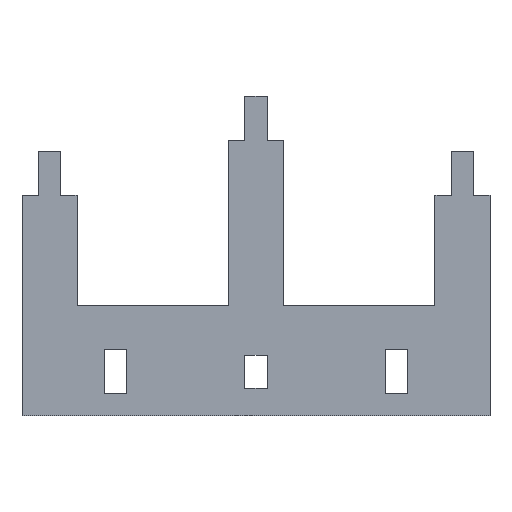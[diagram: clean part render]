
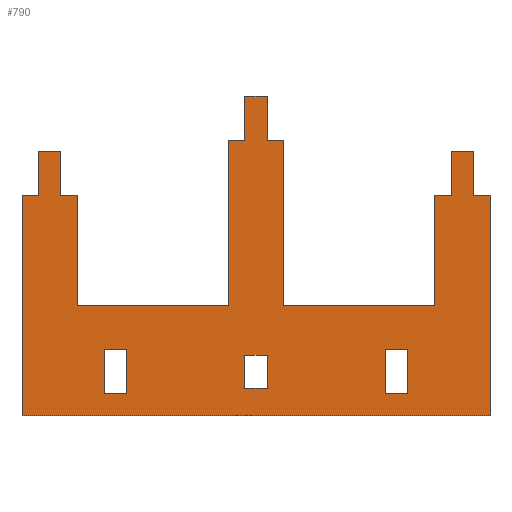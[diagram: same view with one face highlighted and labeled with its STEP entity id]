
A CAD part, front view. The second image highlights one B-rep face of the part: STEP entity #790.
In plain terms, the highlighted planar face has unit normal (0, -1, 0).
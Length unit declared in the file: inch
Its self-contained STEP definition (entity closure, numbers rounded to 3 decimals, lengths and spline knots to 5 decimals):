
#18=FACE_BOUND('',#100,.T.);
#19=FACE_BOUND('',#101,.T.);
#20=FACE_BOUND('',#102,.T.);
#58=FACE_OUTER_BOUND('',#99,.T.);
#99=EDGE_LOOP('',(#679,#680,#681,#682,#683,#684,#685,#686,#687,#688,#689,
#690,#691,#692,#693,#694,#695,#696,#697,#698,#699,#700,#701,#702));
#100=EDGE_LOOP('',(#703,#704,#705,#706));
#101=EDGE_LOOP('',(#707,#708,#709,#710));
#102=EDGE_LOOP('',(#711,#712,#713,#714));
#103=LINE('',#1033,#211);
#107=LINE('',#1041,#215);
#110=LINE('',#1047,#218);
#113=LINE('',#1052,#221);
#115=LINE('',#1057,#223);
#119=LINE('',#1065,#227);
#122=LINE('',#1071,#230);
#125=LINE('',#1076,#233);
#127=LINE('',#1081,#235);
#131=LINE('',#1089,#239);
#134=LINE('',#1095,#242);
#137=LINE('',#1100,#245);
#139=LINE('',#1105,#247);
#143=LINE('',#1113,#251);
#146=LINE('',#1119,#254);
#149=LINE('',#1125,#257);
#152=LINE('',#1131,#260);
#155=LINE('',#1137,#263);
#158=LINE('',#1143,#266);
#161=LINE('',#1149,#269);
#164=LINE('',#1155,#272);
#167=LINE('',#1161,#275);
#170=LINE('',#1167,#278);
#173=LINE('',#1173,#281);
#176=LINE('',#1179,#284);
#179=LINE('',#1185,#287);
#182=LINE('',#1191,#290);
#185=LINE('',#1197,#293);
#188=LINE('',#1203,#296);
#191=LINE('',#1209,#299);
#194=LINE('',#1215,#302);
#197=LINE('',#1221,#305);
#200=LINE('',#1227,#308);
#203=LINE('',#1233,#311);
#206=LINE('',#1239,#314);
#209=LINE('',#1244,#317);
#211=VECTOR('',#847,0.3937);
#215=VECTOR('',#853,0.3937);
#218=VECTOR('',#858,0.3937);
#221=VECTOR('',#863,0.3937);
#223=VECTOR('',#867,0.3937);
#227=VECTOR('',#873,0.3937);
#230=VECTOR('',#878,0.3937);
#233=VECTOR('',#883,0.3937);
#235=VECTOR('',#887,0.3937);
#239=VECTOR('',#893,0.3937);
#242=VECTOR('',#898,0.3937);
#245=VECTOR('',#903,0.3937);
#247=VECTOR('',#907,0.3937);
#251=VECTOR('',#913,0.3937);
#254=VECTOR('',#918,0.3937);
#257=VECTOR('',#923,0.3937);
#260=VECTOR('',#928,0.3937);
#263=VECTOR('',#933,0.3937);
#266=VECTOR('',#938,0.3937);
#269=VECTOR('',#943,0.3937);
#272=VECTOR('',#948,0.3937);
#275=VECTOR('',#953,0.3937);
#278=VECTOR('',#958,0.3937);
#281=VECTOR('',#963,0.3937);
#284=VECTOR('',#968,0.3937);
#287=VECTOR('',#973,0.3937);
#290=VECTOR('',#978,0.3937);
#293=VECTOR('',#983,0.3937);
#296=VECTOR('',#988,0.3937);
#299=VECTOR('',#993,0.3937);
#302=VECTOR('',#998,0.3937);
#305=VECTOR('',#1003,0.3937);
#308=VECTOR('',#1008,0.3937);
#311=VECTOR('',#1013,0.3937);
#314=VECTOR('',#1018,0.3937);
#317=VECTOR('',#1023,0.3937);
#319=VERTEX_POINT('',#1031);
#320=VERTEX_POINT('',#1032);
#323=VERTEX_POINT('',#1040);
#325=VERTEX_POINT('',#1046);
#327=VERTEX_POINT('',#1055);
#328=VERTEX_POINT('',#1056);
#331=VERTEX_POINT('',#1064);
#333=VERTEX_POINT('',#1070);
#335=VERTEX_POINT('',#1079);
#336=VERTEX_POINT('',#1080);
#339=VERTEX_POINT('',#1088);
#341=VERTEX_POINT('',#1094);
#343=VERTEX_POINT('',#1103);
#344=VERTEX_POINT('',#1104);
#347=VERTEX_POINT('',#1112);
#349=VERTEX_POINT('',#1118);
#351=VERTEX_POINT('',#1124);
#353=VERTEX_POINT('',#1130);
#355=VERTEX_POINT('',#1136);
#357=VERTEX_POINT('',#1142);
#359=VERTEX_POINT('',#1148);
#361=VERTEX_POINT('',#1154);
#363=VERTEX_POINT('',#1160);
#365=VERTEX_POINT('',#1166);
#367=VERTEX_POINT('',#1172);
#369=VERTEX_POINT('',#1178);
#371=VERTEX_POINT('',#1184);
#373=VERTEX_POINT('',#1190);
#375=VERTEX_POINT('',#1196);
#377=VERTEX_POINT('',#1202);
#379=VERTEX_POINT('',#1208);
#381=VERTEX_POINT('',#1214);
#383=VERTEX_POINT('',#1220);
#385=VERTEX_POINT('',#1226);
#387=VERTEX_POINT('',#1232);
#389=VERTEX_POINT('',#1238);
#391=EDGE_CURVE('',#319,#320,#103,.T.);
#395=EDGE_CURVE('',#320,#323,#107,.T.);
#398=EDGE_CURVE('',#323,#325,#110,.T.);
#401=EDGE_CURVE('',#325,#319,#113,.T.);
#403=EDGE_CURVE('',#327,#328,#115,.T.);
#407=EDGE_CURVE('',#328,#331,#119,.T.);
#410=EDGE_CURVE('',#331,#333,#122,.T.);
#413=EDGE_CURVE('',#333,#327,#125,.T.);
#415=EDGE_CURVE('',#335,#336,#127,.T.);
#419=EDGE_CURVE('',#339,#335,#131,.T.);
#422=EDGE_CURVE('',#341,#339,#134,.T.);
#425=EDGE_CURVE('',#336,#341,#137,.T.);
#427=EDGE_CURVE('',#343,#344,#139,.T.);
#431=EDGE_CURVE('',#343,#347,#143,.T.);
#434=EDGE_CURVE('',#349,#347,#146,.T.);
#437=EDGE_CURVE('',#351,#349,#149,.T.);
#440=EDGE_CURVE('',#353,#351,#152,.T.);
#443=EDGE_CURVE('',#355,#353,#155,.T.);
#446=EDGE_CURVE('',#355,#357,#158,.T.);
#449=EDGE_CURVE('',#357,#359,#161,.T.);
#452=EDGE_CURVE('',#359,#361,#164,.T.);
#455=EDGE_CURVE('',#363,#361,#167,.T.);
#458=EDGE_CURVE('',#365,#363,#170,.T.);
#461=EDGE_CURVE('',#367,#365,#173,.T.);
#464=EDGE_CURVE('',#367,#369,#176,.T.);
#467=EDGE_CURVE('',#369,#371,#179,.T.);
#470=EDGE_CURVE('',#371,#373,#182,.T.);
#473=EDGE_CURVE('',#373,#375,#185,.T.);
#476=EDGE_CURVE('',#375,#377,#188,.T.);
#479=EDGE_CURVE('',#377,#379,#191,.T.);
#482=EDGE_CURVE('',#379,#381,#194,.T.);
#485=EDGE_CURVE('',#383,#381,#197,.T.);
#488=EDGE_CURVE('',#383,#385,#200,.T.);
#491=EDGE_CURVE('',#385,#387,#203,.T.);
#494=EDGE_CURVE('',#389,#387,#206,.T.);
#497=EDGE_CURVE('',#344,#389,#209,.T.);
#679=ORIENTED_EDGE('',*,*,#497,.F.);
#680=ORIENTED_EDGE('',*,*,#427,.F.);
#681=ORIENTED_EDGE('',*,*,#431,.T.);
#682=ORIENTED_EDGE('',*,*,#434,.F.);
#683=ORIENTED_EDGE('',*,*,#437,.F.);
#684=ORIENTED_EDGE('',*,*,#440,.F.);
#685=ORIENTED_EDGE('',*,*,#443,.F.);
#686=ORIENTED_EDGE('',*,*,#446,.T.);
#687=ORIENTED_EDGE('',*,*,#449,.T.);
#688=ORIENTED_EDGE('',*,*,#452,.T.);
#689=ORIENTED_EDGE('',*,*,#455,.F.);
#690=ORIENTED_EDGE('',*,*,#458,.F.);
#691=ORIENTED_EDGE('',*,*,#461,.F.);
#692=ORIENTED_EDGE('',*,*,#464,.T.);
#693=ORIENTED_EDGE('',*,*,#467,.T.);
#694=ORIENTED_EDGE('',*,*,#470,.T.);
#695=ORIENTED_EDGE('',*,*,#473,.T.);
#696=ORIENTED_EDGE('',*,*,#476,.T.);
#697=ORIENTED_EDGE('',*,*,#479,.T.);
#698=ORIENTED_EDGE('',*,*,#482,.T.);
#699=ORIENTED_EDGE('',*,*,#485,.F.);
#700=ORIENTED_EDGE('',*,*,#488,.T.);
#701=ORIENTED_EDGE('',*,*,#491,.T.);
#702=ORIENTED_EDGE('',*,*,#494,.F.);
#703=ORIENTED_EDGE('',*,*,#391,.T.);
#704=ORIENTED_EDGE('',*,*,#395,.T.);
#705=ORIENTED_EDGE('',*,*,#398,.T.);
#706=ORIENTED_EDGE('',*,*,#401,.T.);
#707=ORIENTED_EDGE('',*,*,#403,.T.);
#708=ORIENTED_EDGE('',*,*,#407,.T.);
#709=ORIENTED_EDGE('',*,*,#410,.T.);
#710=ORIENTED_EDGE('',*,*,#413,.T.);
#711=ORIENTED_EDGE('',*,*,#425,.F.);
#712=ORIENTED_EDGE('',*,*,#415,.F.);
#713=ORIENTED_EDGE('',*,*,#419,.F.);
#714=ORIENTED_EDGE('',*,*,#422,.F.);
#752=PLANE('',#842);
#790=ADVANCED_FACE('',(#58,#18,#19,#20),#752,.F.);
#842=AXIS2_PLACEMENT_3D('',#1247,#1027,#1028);
#847=DIRECTION('',(0.,0.,1.));
#853=DIRECTION('',(1.,0.,0.));
#858=DIRECTION('',(0.,0.,-1.));
#863=DIRECTION('',(-1.,0.,0.));
#867=DIRECTION('',(0.,0.,-1.));
#873=DIRECTION('',(-1.,0.,0.));
#878=DIRECTION('',(0.,0.,1.));
#883=DIRECTION('',(1.,0.,0.));
#887=DIRECTION('',(0.,0.,-1.));
#893=DIRECTION('',(-1.,0.,0.));
#898=DIRECTION('',(0.,0.,1.));
#903=DIRECTION('',(1.,0.,0.));
#907=DIRECTION('',(0.,0.,1.));
#913=DIRECTION('',(-1.,0.,0.));
#918=DIRECTION('',(0.,0.,1.));
#923=DIRECTION('',(-1.,0.,0.));
#928=DIRECTION('',(0.,0.,-1.));
#933=DIRECTION('',(1.,0.,0.));
#938=DIRECTION('',(0.,0.,1.));
#943=DIRECTION('',(-1.,0.,0.));
#948=DIRECTION('',(0.,0.,-1.));
#953=DIRECTION('',(1.,0.,0.));
#958=DIRECTION('',(0.,0.,1.));
#963=DIRECTION('',(1.,0.,0.));
#968=DIRECTION('',(0.,0.,1.));
#973=DIRECTION('',(-1.,0.,0.));
#978=DIRECTION('',(0.,0.,1.));
#983=DIRECTION('',(-1.,0.,0.));
#988=DIRECTION('',(0.,0.,-1.));
#993=DIRECTION('',(-1.,0.,0.));
#998=DIRECTION('',(0.,0.,-1.));
#1003=DIRECTION('',(1.,0.,0.));
#1008=DIRECTION('',(0.,0.,1.));
#1013=DIRECTION('',(-1.,0.,0.));
#1018=DIRECTION('',(0.,0.,-1.));
#1023=DIRECTION('',(1.,0.,0.));
#1027=DIRECTION('center_axis',(0.,1.,0.));
#1028=DIRECTION('ref_axis',(1.,0.,0.));
#1031=CARTESIAN_POINT('',(-1.375,0.,-0.8));
#1032=CARTESIAN_POINT('',(-1.375,0.,-0.4));
#1033=CARTESIAN_POINT('',(-1.375,0.,0.025));
#1040=CARTESIAN_POINT('',(-1.175,0.,-0.4));
#1041=CARTESIAN_POINT('',(-0.5875,0.,-0.4));
#1046=CARTESIAN_POINT('',(-1.175,0.,-0.8));
#1047=CARTESIAN_POINT('',(-1.175,0.,-0.175));
#1052=CARTESIAN_POINT('',(-0.6875,0.,-0.8));
#1055=CARTESIAN_POINT('',(1.375,0.,-0.4));
#1056=CARTESIAN_POINT('',(1.375,0.,-0.8));
#1057=CARTESIAN_POINT('',(1.375,0.,-0.175));
#1064=CARTESIAN_POINT('',(1.175,0.,-0.8));
#1065=CARTESIAN_POINT('',(0.5875,0.,-0.8));
#1070=CARTESIAN_POINT('',(1.175,0.,-0.4));
#1071=CARTESIAN_POINT('',(1.175,0.,0.025));
#1076=CARTESIAN_POINT('',(0.6875,0.,-0.4));
#1079=CARTESIAN_POINT('',(-0.1,0.,-0.45));
#1080=CARTESIAN_POINT('',(-0.1,0.,-0.75));
#1081=CARTESIAN_POINT('',(-0.1,0.,-0.45));
#1088=CARTESIAN_POINT('',(0.1,0.,-0.45));
#1089=CARTESIAN_POINT('',(0.1,0.,-0.45));
#1094=CARTESIAN_POINT('',(0.1,0.,-0.75));
#1095=CARTESIAN_POINT('',(0.1,0.,-0.75));
#1100=CARTESIAN_POINT('',(-0.1,0.,-0.75));
#1103=CARTESIAN_POINT('',(-1.975,0.,1.));
#1104=CARTESIAN_POINT('',(-1.975,0.,1.4));
#1105=CARTESIAN_POINT('',(-1.975,0.,1.));
#1112=CARTESIAN_POINT('',(-2.125,0.,1.));
#1113=CARTESIAN_POINT('',(-1.975,0.,1.));
#1118=CARTESIAN_POINT('',(-2.125,0.,-1.));
#1119=CARTESIAN_POINT('',(-2.125,0.,-1.));
#1124=CARTESIAN_POINT('',(2.125,0.,-1.));
#1125=CARTESIAN_POINT('',(2.125,0.,-1.));
#1130=CARTESIAN_POINT('',(2.125,0.,1.));
#1131=CARTESIAN_POINT('',(2.125,0.,1.));
#1136=CARTESIAN_POINT('',(1.975,0.,1.));
#1137=CARTESIAN_POINT('',(1.975,0.,1.));
#1142=CARTESIAN_POINT('',(1.975,0.,1.4));
#1143=CARTESIAN_POINT('',(1.975,0.,1.));
#1148=CARTESIAN_POINT('',(1.775,0.,1.4));
#1149=CARTESIAN_POINT('',(1.975,0.,1.4));
#1154=CARTESIAN_POINT('',(1.775,0.,1.));
#1155=CARTESIAN_POINT('',(1.775,0.,1.4));
#1160=CARTESIAN_POINT('',(1.625,0.,1.));
#1161=CARTESIAN_POINT('',(1.625,0.,1.));
#1166=CARTESIAN_POINT('',(1.625,0.,0.));
#1167=CARTESIAN_POINT('',(1.625,0.,0.));
#1172=CARTESIAN_POINT('',(0.25,0.,0.));
#1173=CARTESIAN_POINT('',(0.25,0.,0.));
#1178=CARTESIAN_POINT('',(0.25,0.,1.5));
#1179=CARTESIAN_POINT('',(0.25,0.,0.));
#1184=CARTESIAN_POINT('',(0.1,0.,1.5));
#1185=CARTESIAN_POINT('',(0.25,0.,1.5));
#1190=CARTESIAN_POINT('',(0.1,0.,1.9));
#1191=CARTESIAN_POINT('',(0.1,0.,1.5));
#1196=CARTESIAN_POINT('',(-0.1,0.,1.9));
#1197=CARTESIAN_POINT('',(0.1,0.,1.9));
#1202=CARTESIAN_POINT('',(-0.1,0.,1.5));
#1203=CARTESIAN_POINT('',(-0.1,0.,1.9));
#1208=CARTESIAN_POINT('',(-0.25,0.,1.5));
#1209=CARTESIAN_POINT('',(-0.1,0.,1.5));
#1214=CARTESIAN_POINT('',(-0.25,0.,0.));
#1215=CARTESIAN_POINT('',(-0.25,0.,1.5));
#1220=CARTESIAN_POINT('',(-1.625,0.,0.));
#1221=CARTESIAN_POINT('',(-1.625,0.,0.));
#1226=CARTESIAN_POINT('',(-1.625,0.,1.));
#1227=CARTESIAN_POINT('',(-1.625,0.,0.));
#1232=CARTESIAN_POINT('',(-1.775,0.,1.));
#1233=CARTESIAN_POINT('',(-1.625,0.,1.));
#1238=CARTESIAN_POINT('',(-1.775,0.,1.4));
#1239=CARTESIAN_POINT('',(-1.775,0.,1.4));
#1244=CARTESIAN_POINT('',(-1.975,0.,1.4));
#1247=CARTESIAN_POINT('Origin',(0.,0.,0.45));
